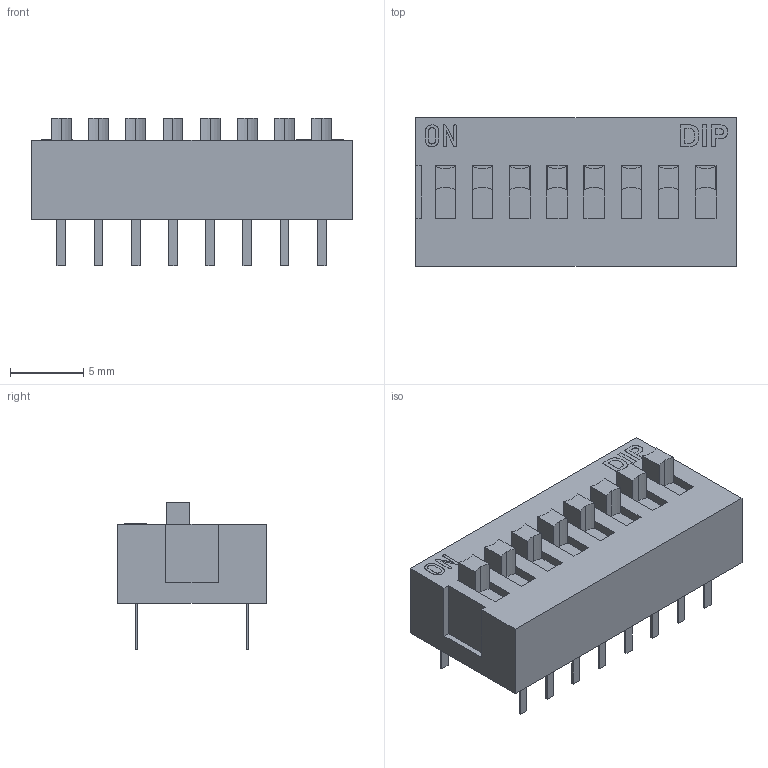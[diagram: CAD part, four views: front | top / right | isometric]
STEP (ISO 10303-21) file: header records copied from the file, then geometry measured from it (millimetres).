
FILE_DESCRIPTION(('FreeCAD Model'),'2;1');
FILE_NAME( 'DIPSWITCH8.step', '2017-09-16T15:11:24',('kicad StepUp'),('ksu MCAD'), 'Open CASCADE STEP processor 6.8','FreeCAD','Unknown');
FILE_SCHEMA(('AUTOMOTIVE_DESIGN_CC2 { 1 2 10303 214 -1 1 5 4 }'));
Length unit declared in the file: millimetre
Products named in the file (1): DIPSWITCH8
Bounding box: 21.9 x 10.16 x 10.1 mm (x, y, z)
Volume: 1188.6 mm3; surface area: 1028.8 mm2
Topology: 1 solids, 1 shells, 252 faces, 627 edges, 418 vertices
Faces by surface type: plane 195, bspline 33, cylinder 24
Entity records: 10632 total; most frequent: CARTESIAN_POINT 3003, ORIENTED_EDGE 1254, DIRECTION 1049, EDGE_CURVE 627, LINE 513, VECTOR 513, VERTEX_POINT 418, FACE_BOUND 293
